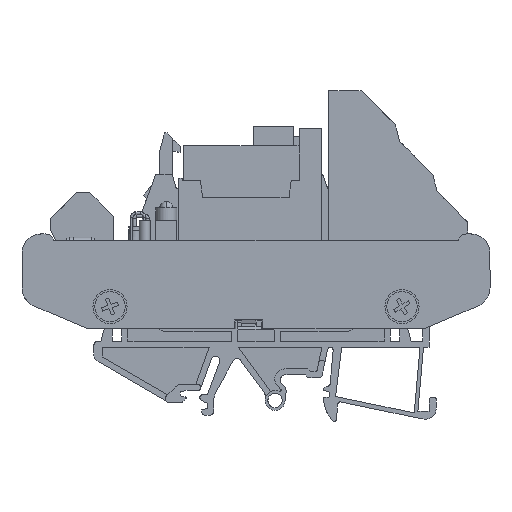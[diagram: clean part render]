
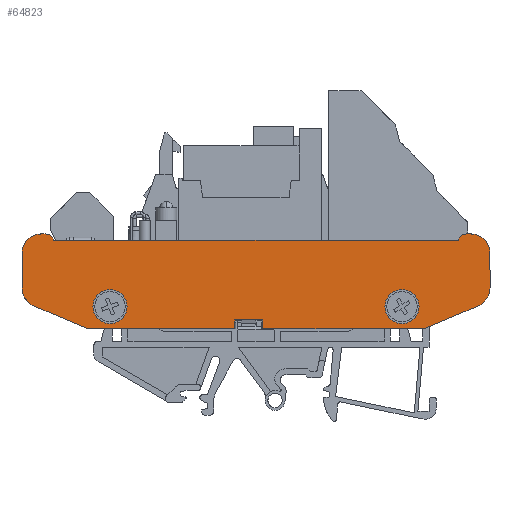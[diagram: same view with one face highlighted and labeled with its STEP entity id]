
A CAD part, left-side view. The second image highlights one B-rep face of the part: STEP entity #64823.
In plain terms, the highlighted planar face has unit normal (-1, 0, 0).
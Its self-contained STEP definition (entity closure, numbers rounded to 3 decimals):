
#38359=AXIS2_PLACEMENT_3D('Circle Axis2P3D',#38357,#38358,$) ;
#39319=AXIS2_PLACEMENT_3D('Circle Axis2P3D',#39317,#39318,$) ;
#39884=AXIS2_PLACEMENT_3D('Circle Axis2P3D',#39882,#39883,$) ;
#47487=AXIS2_PLACEMENT_3D('Circle Axis2P3D',#47485,#47486,$) ;
#47528=AXIS2_PLACEMENT_3D('Circle Axis2P3D',#47526,#47527,$) ;
#47560=AXIS2_PLACEMENT_3D('Circle Axis2P3D',#47558,#47559,$) ;
#47592=AXIS2_PLACEMENT_3D('Circle Axis2P3D',#47590,#47591,$) ;
#47624=AXIS2_PLACEMENT_3D('Circle Axis2P3D',#47622,#47623,$) ;
#64324=AXIS2_PLACEMENT_3D('Circle Axis2P3D',#64322,#64323,$) ;
#64778=AXIS2_PLACEMENT_3D('Plane Axis2P3D',#64775,#64776,#64777) ;
#64792=AXIS2_PLACEMENT_3D('Circle Axis2P3D',#64790,#64791,$) ;
#38305=CARTESIAN_POINT('Vertex',(0.,59.063,21.452)) ;
#38308=CARTESIAN_POINT('Line Origine',(0.,76.059,21.452)) ;
#38312=CARTESIAN_POINT('Vertex',(0.,93.055,21.452)) ;
#38354=CARTESIAN_POINT('Vertex',(0.,105.458,26.717)) ;
#38357=CARTESIAN_POINT('Axis2P3D Location',(0.,103.7,30.859)) ;
#38361=CARTESIAN_POINT('Vertex',(0.,108.2,30.859)) ;
#38386=CARTESIAN_POINT('Vertex',(0.,108.2,38.852)) ;
#38389=CARTESIAN_POINT('Line Origine',(0.,108.2,34.856)) ;
#39314=CARTESIAN_POINT('Vertex',(0.,102.85,43.352)) ;
#39317=CARTESIAN_POINT('Axis2P3D Location',(0.,102.85,41.352)) ;
#39321=CARTESIAN_POINT('Vertex',(0.,100.913,41.852)) ;
#39375=CARTESIAN_POINT('Line Origine',(0.,54.1,41.852)) ;
#39379=CARTESIAN_POINT('Vertex',(0.,7.286,41.852)) ;
#39854=CARTESIAN_POINT('Vertex',(0.,5.35,43.352)) ;
#39857=CARTESIAN_POINT('Line Origine',(0.,4.925,43.352)) ;
#39861=CARTESIAN_POINT('Vertex',(0.,4.5,43.352)) ;
#39882=CARTESIAN_POINT('Axis2P3D Location',(0.,4.5,38.852)) ;
#39886=CARTESIAN_POINT('Vertex',(0.,0.,38.852)) ;
#47202=CARTESIAN_POINT('Vertex',(0.,52.537,21.452)) ;
#47235=CARTESIAN_POINT('Vertex',(0.,15.145,21.452)) ;
#47238=CARTESIAN_POINT('Line Origine',(0.,33.841,21.452)) ;
#47265=CARTESIAN_POINT('Vertex',(0.,52.537,23.452)) ;
#47273=CARTESIAN_POINT('Line Origine',(0.,52.537,22.452)) ;
#47482=CARTESIAN_POINT('Vertex',(0.,0.,30.859)) ;
#47485=CARTESIAN_POINT('Axis2P3D Location',(0.,4.5,30.859)) ;
#47489=CARTESIAN_POINT('Vertex',(0.,2.742,26.717)) ;
#47521=CARTESIAN_POINT('Vertex',(0.,83.9,26.552)) ;
#47526=CARTESIAN_POINT('Axis2P3D Location',(0.,87.85,26.552)) ;
#47530=CARTESIAN_POINT('Vertex',(0.,91.8,26.552)) ;
#47558=CARTESIAN_POINT('Axis2P3D Location',(0.,87.85,26.552)) ;
#47585=CARTESIAN_POINT('Vertex',(0.,16.4,26.552)) ;
#47590=CARTESIAN_POINT('Axis2P3D Location',(0.,20.35,26.552)) ;
#47594=CARTESIAN_POINT('Vertex',(0.,24.3,26.552)) ;
#47622=CARTESIAN_POINT('Axis2P3D Location',(0.,20.35,26.552)) ;
#56527=CARTESIAN_POINT('Line Origine',(0.,8.943,24.084)) ;
#63835=CARTESIAN_POINT('Line Origine',(0.,0.,34.856)) ;
#64237=CARTESIAN_POINT('Vertex',(0.,103.7,43.352)) ;
#64240=CARTESIAN_POINT('Line Origine',(0.,103.275,43.352)) ;
#64322=CARTESIAN_POINT('Axis2P3D Location',(0.,5.35,41.352)) ;
#64666=CARTESIAN_POINT('Vertex',(0.,59.063,23.452)) ;
#64669=CARTESIAN_POINT('Line Origine',(0.,55.8,23.452)) ;
#64775=CARTESIAN_POINT('Axis2P3D Location',(0.,54.1,21.452)) ;
#64780=CARTESIAN_POINT('Line Origine',(0.,99.257,24.084)) ;
#64785=CARTESIAN_POINT('Line Origine',(0.,59.063,22.452)) ;
#64790=CARTESIAN_POINT('Axis2P3D Location',(0.,103.7,38.852)) ;
#38309=DIRECTION('Vector Direction',(0.,1.,0.)) ;
#38358=DIRECTION('Axis2P3D Direction',(1.,0.,0.)) ;
#38390=DIRECTION('Vector Direction',(0.,0.,1.)) ;
#39318=DIRECTION('Axis2P3D Direction',(1.,-0.,0.)) ;
#39376=DIRECTION('Vector Direction',(0.,-1.,0.)) ;
#39858=DIRECTION('Vector Direction',(0.,-1.,0.)) ;
#39883=DIRECTION('Axis2P3D Direction',(1.,0.,0.)) ;
#47239=DIRECTION('Vector Direction',(0.,1.,0.)) ;
#47274=DIRECTION('Vector Direction',(0.,0.,-1.)) ;
#47486=DIRECTION('Axis2P3D Direction',(1.,0.,0.)) ;
#47527=DIRECTION('Axis2P3D Direction',(1.,0.,0.)) ;
#47559=DIRECTION('Axis2P3D Direction',(1.,0.,0.)) ;
#47591=DIRECTION('Axis2P3D Direction',(1.,0.,0.)) ;
#47623=DIRECTION('Axis2P3D Direction',(1.,0.,0.)) ;
#56528=DIRECTION('Vector Direction',(0.,0.921,-0.391)) ;
#63836=DIRECTION('Vector Direction',(0.,0.,-1.)) ;
#64241=DIRECTION('Vector Direction',(0.,-1.,0.)) ;
#64323=DIRECTION('Axis2P3D Direction',(1.,-0.,0.)) ;
#64670=DIRECTION('Vector Direction',(0.,-1.,0.)) ;
#64776=DIRECTION('Axis2P3D Direction',(1.,0.,0.)) ;
#64777=DIRECTION('Axis2P3D XDirection',(0.,1.,0.)) ;
#64781=DIRECTION('Vector Direction',(0.,0.921,0.391)) ;
#64786=DIRECTION('Vector Direction',(0.,0.,1.)) ;
#64791=DIRECTION('Axis2P3D Direction',(1.,0.,0.)) ;
#38310=VECTOR('Line Direction',#38309,1.) ;
#38391=VECTOR('Line Direction',#38390,1.) ;
#39377=VECTOR('Line Direction',#39376,1.) ;
#39859=VECTOR('Line Direction',#39858,1.) ;
#47240=VECTOR('Line Direction',#47239,1.) ;
#47275=VECTOR('Line Direction',#47274,1.) ;
#56529=VECTOR('Line Direction',#56528,1.) ;
#63837=VECTOR('Line Direction',#63836,1.) ;
#64242=VECTOR('Line Direction',#64241,1.) ;
#64671=VECTOR('Line Direction',#64670,1.) ;
#64782=VECTOR('Line Direction',#64781,1.) ;
#64787=VECTOR('Line Direction',#64786,1.) ;
#64796=ORIENTED_EDGE('',*,*,#64784,.F.) ;
#64797=ORIENTED_EDGE('',*,*,#38314,.F.) ;
#64798=ORIENTED_EDGE('',*,*,#64789,.T.) ;
#64799=ORIENTED_EDGE('',*,*,#64673,.T.) ;
#64800=ORIENTED_EDGE('',*,*,#47277,.T.) ;
#64801=ORIENTED_EDGE('',*,*,#47242,.F.) ;
#64802=ORIENTED_EDGE('',*,*,#56531,.F.) ;
#64803=ORIENTED_EDGE('',*,*,#47491,.F.) ;
#64804=ORIENTED_EDGE('',*,*,#63839,.F.) ;
#64805=ORIENTED_EDGE('',*,*,#39888,.F.) ;
#64806=ORIENTED_EDGE('',*,*,#39863,.F.) ;
#64807=ORIENTED_EDGE('',*,*,#64326,.F.) ;
#64808=ORIENTED_EDGE('',*,*,#39381,.F.) ;
#64809=ORIENTED_EDGE('',*,*,#39323,.F.) ;
#64810=ORIENTED_EDGE('',*,*,#64244,.F.) ;
#64811=ORIENTED_EDGE('',*,*,#64794,.F.) ;
#64812=ORIENTED_EDGE('',*,*,#38393,.F.) ;
#64813=ORIENTED_EDGE('',*,*,#38363,.F.) ;
#64816=ORIENTED_EDGE('',*,*,#47562,.F.) ;
#64817=ORIENTED_EDGE('',*,*,#47532,.F.) ;
#64820=ORIENTED_EDGE('',*,*,#47626,.F.) ;
#64821=ORIENTED_EDGE('',*,*,#47596,.F.) ;
#64818=FACE_BOUND('',#64815,.T.) ;
#64822=FACE_BOUND('',#64819,.T.) ;
#64823=ADVANCED_FACE('NONE',(#64814,#64818,#64822),#64779,.F.) ;
#38360=CIRCLE('generated circle',#38359,4.5) ;
#39320=CIRCLE('generated circle',#39319,2.) ;
#39885=CIRCLE('generated circle',#39884,4.5) ;
#47488=CIRCLE('generated circle',#47487,4.5) ;
#47529=CIRCLE('generated circle',#47528,3.95) ;
#47561=CIRCLE('generated circle',#47560,3.95) ;
#47593=CIRCLE('generated circle',#47592,3.95) ;
#47625=CIRCLE('generated circle',#47624,3.95) ;
#64325=CIRCLE('generated circle',#64324,2.) ;
#64793=CIRCLE('generated circle',#64792,4.5) ;
#38314=EDGE_CURVE('',#38306,#38313,#38311,.T.) ;
#38363=EDGE_CURVE('',#38355,#38362,#38360,.T.) ;
#38393=EDGE_CURVE('',#38362,#38387,#38392,.T.) ;
#39323=EDGE_CURVE('',#39315,#39322,#39320,.T.) ;
#39381=EDGE_CURVE('',#39322,#39380,#39378,.T.) ;
#39863=EDGE_CURVE('',#39855,#39862,#39860,.T.) ;
#39888=EDGE_CURVE('',#39862,#39887,#39885,.T.) ;
#47242=EDGE_CURVE('',#47236,#47203,#47241,.T.) ;
#47277=EDGE_CURVE('',#47266,#47203,#47276,.T.) ;
#47491=EDGE_CURVE('',#47483,#47490,#47488,.T.) ;
#47532=EDGE_CURVE('',#47522,#47531,#47529,.F.) ;
#47562=EDGE_CURVE('',#47531,#47522,#47561,.F.) ;
#47596=EDGE_CURVE('',#47586,#47595,#47593,.F.) ;
#47626=EDGE_CURVE('',#47595,#47586,#47625,.F.) ;
#56531=EDGE_CURVE('',#47490,#47236,#56530,.T.) ;
#63839=EDGE_CURVE('',#39887,#47483,#63838,.T.) ;
#64244=EDGE_CURVE('',#64238,#39315,#64243,.T.) ;
#64326=EDGE_CURVE('',#39380,#39855,#64325,.T.) ;
#64673=EDGE_CURVE('',#64667,#47266,#64672,.T.) ;
#64784=EDGE_CURVE('',#38313,#38355,#64783,.T.) ;
#64789=EDGE_CURVE('',#38306,#64667,#64788,.T.) ;
#64794=EDGE_CURVE('',#38387,#64238,#64793,.T.) ;
#64795=EDGE_LOOP('',(#64796,#64797,#64798,#64799,#64800,#64801,#64802,#64803,#64804,#64805,#64806,#64807,#64808,#64809,#64810,#64811,#64812,#64813)) ;
#64815=EDGE_LOOP('',(#64816,#64817)) ;
#64819=EDGE_LOOP('',(#64820,#64821)) ;
#64814=FACE_OUTER_BOUND('',#64795,.T.) ;
#38311=LINE('Line',#38308,#38310) ;
#38392=LINE('Line',#38389,#38391) ;
#39378=LINE('Line',#39375,#39377) ;
#39860=LINE('Line',#39857,#39859) ;
#47241=LINE('Line',#47238,#47240) ;
#47276=LINE('Line',#47273,#47275) ;
#56530=LINE('Line',#56527,#56529) ;
#63838=LINE('Line',#63835,#63837) ;
#64243=LINE('Line',#64240,#64242) ;
#64672=LINE('Line',#64669,#64671) ;
#64783=LINE('Line',#64780,#64782) ;
#64788=LINE('Line',#64785,#64787) ;
#64779=PLANE('',#64778) ;
#38306=VERTEX_POINT('',#38305) ;
#38313=VERTEX_POINT('',#38312) ;
#38355=VERTEX_POINT('',#38354) ;
#38362=VERTEX_POINT('',#38361) ;
#38387=VERTEX_POINT('',#38386) ;
#39315=VERTEX_POINT('',#39314) ;
#39322=VERTEX_POINT('',#39321) ;
#39380=VERTEX_POINT('',#39379) ;
#39855=VERTEX_POINT('',#39854) ;
#39862=VERTEX_POINT('',#39861) ;
#39887=VERTEX_POINT('',#39886) ;
#47203=VERTEX_POINT('',#47202) ;
#47236=VERTEX_POINT('',#47235) ;
#47266=VERTEX_POINT('',#47265) ;
#47483=VERTEX_POINT('',#47482) ;
#47490=VERTEX_POINT('',#47489) ;
#47522=VERTEX_POINT('',#47521) ;
#47531=VERTEX_POINT('',#47530) ;
#47586=VERTEX_POINT('',#47585) ;
#47595=VERTEX_POINT('',#47594) ;
#64238=VERTEX_POINT('',#64237) ;
#64667=VERTEX_POINT('',#64666) ;
